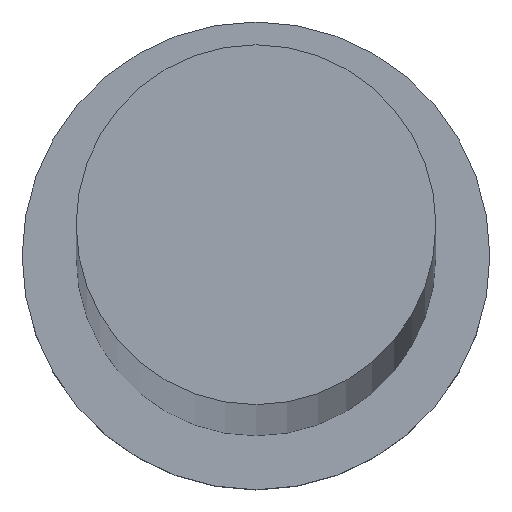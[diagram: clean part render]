
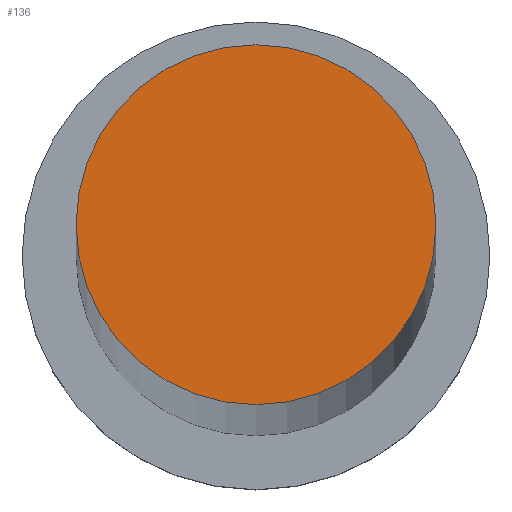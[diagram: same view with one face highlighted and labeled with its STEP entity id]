
A CAD part, top view. The second image highlights one B-rep face of the part: STEP entity #136.
In plain terms, the highlighted planar face has unit normal (0, 0, 1).
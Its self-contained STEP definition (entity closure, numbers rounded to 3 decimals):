
#6 = DIRECTION ( 'NONE',  ( 1., 0., 0. ) ) ;
#16 = CARTESIAN_POINT ( 'NONE',  ( -10., 0., 1000. ) ) ;
#24 = AXIS2_PLACEMENT_3D ( 'NONE', #139, #47, #115 ) ;
#35 = PLANE ( 'NONE',  #233 ) ;
#47 = DIRECTION ( 'NONE',  ( 0., 0., 1. ) ) ;
#56 = ORIENTED_EDGE ( 'NONE', *, *, #73, .T. ) ;
#59 = DIRECTION ( 'NONE',  ( 0., 0., 1. ) ) ;
#73 = EDGE_CURVE ( 'NONE', #181, #153, #102, .T. ) ;
#89 = EDGE_CURVE ( 'NONE', #153, #181, #177, .T. ) ;
#97 = CARTESIAN_POINT ( 'NONE',  ( 0., 0., 1000. ) ) ;
#102 = CIRCLE ( 'NONE', #186, 10. ) ;
#115 = DIRECTION ( 'NONE',  ( 1., 0., 0. ) ) ;
#136 = ADVANCED_FACE ( 'NONE', ( #171 ), #35, .T. ) ;
#139 = CARTESIAN_POINT ( 'NONE',  ( 0., 0., 1000. ) ) ;
#153 = VERTEX_POINT ( 'NONE', #16 ) ;
#158 = CARTESIAN_POINT ( 'NONE',  ( 0., 0., 1000. ) ) ;
#168 = CARTESIAN_POINT ( 'NONE',  ( 10., 0., 1000. ) ) ;
#171 = FACE_OUTER_BOUND ( 'NONE', #236, .T. ) ;
#176 = DIRECTION ( 'NONE',  ( 1., 0., 0. ) ) ;
#177 = CIRCLE ( 'NONE', #24, 10. ) ;
#181 = VERTEX_POINT ( 'NONE', #168 ) ;
#186 = AXIS2_PLACEMENT_3D ( 'NONE', #97, #188, #6 ) ;
#188 = DIRECTION ( 'NONE',  ( 0., 0., 1. ) ) ;
#194 = ORIENTED_EDGE ( 'NONE', *, *, #89, .T. ) ;
#233 = AXIS2_PLACEMENT_3D ( 'NONE', #158, #59, #176 ) ;
#236 = EDGE_LOOP ( 'NONE', ( #194, #56 ) ) ;
